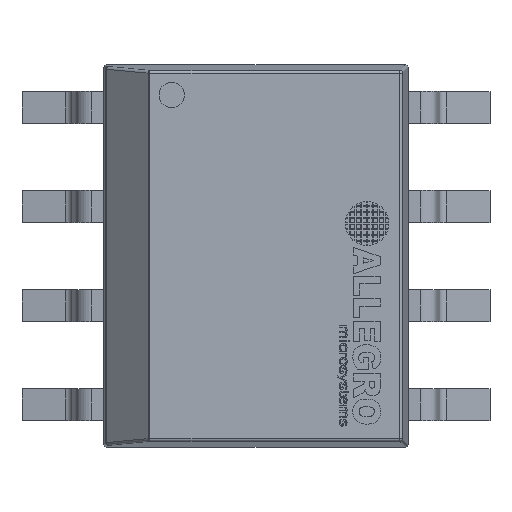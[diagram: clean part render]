
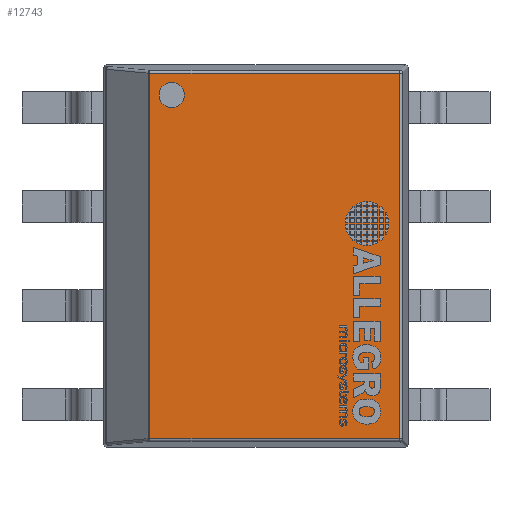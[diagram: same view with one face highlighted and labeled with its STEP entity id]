
A CAD part, top view. The second image highlights one B-rep face of the part: STEP entity #12743.
In plain terms, the highlighted planar face has unit normal (0, 0, 1).
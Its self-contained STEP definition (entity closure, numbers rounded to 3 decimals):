
#626=PLANE('',#13753);
#1208=LINE('',#17583,#2636);
#1210=LINE('',#17593,#2638);
#1266=LINE('',#17751,#2694);
#1268=LINE('',#17754,#2696);
#2636=VECTOR('',#14523,10.);
#2638=VECTOR('',#14535,10.);
#2694=VECTOR('',#14695,10.);
#2696=VECTOR('',#14699,10.);
#4179=FACE_OUTER_BOUND('',#4973,.T.);
#4973=EDGE_LOOP('',(#9143,#9144,#9145,#9146));
#5875=VERTEX_POINT('',#17561);
#5878=VERTEX_POINT('',#17568);
#5881=VERTEX_POINT('',#17575);
#5884=VERTEX_POINT('',#17585);
#7117=EDGE_CURVE('',#5881,#5875,#1208,.T.);
#7122=EDGE_CURVE('',#5884,#5881,#1210,.T.);
#7204=EDGE_CURVE('',#5878,#5884,#1266,.T.);
#7206=EDGE_CURVE('',#5875,#5878,#1268,.T.);
#9143=ORIENTED_EDGE('',*,*,#7117,.F.);
#9144=ORIENTED_EDGE('',*,*,#7122,.F.);
#9145=ORIENTED_EDGE('',*,*,#7204,.F.);
#9146=ORIENTED_EDGE('',*,*,#7206,.F.);
#12743=ADVANCED_FACE('',(#4179),#626,.T.);
#13753=AXIS2_PLACEMENT_3D('',#17769,#14721,#14722);
#14523=DIRECTION('',(0.,-1.,0.));
#14535=DIRECTION('',(1.,0.,0.));
#14695=DIRECTION('',(0.,1.,0.));
#14699=DIRECTION('',(-1.,0.,0.));
#14721=DIRECTION('center_axis',(0.,0.,1.));
#14722=DIRECTION('ref_axis',(1.,0.,0.));
#17561=CARTESIAN_POINT('',(1.843,-2.343,1.75));
#17568=CARTESIAN_POINT('',(-1.361,-2.343,1.75));
#17575=CARTESIAN_POINT('',(1.843,2.343,1.75));
#17583=CARTESIAN_POINT('',(1.843,0.,1.75));
#17585=CARTESIAN_POINT('',(-1.361,2.343,1.75));
#17593=CARTESIAN_POINT('',(-1.463,2.343,1.75));
#17751=CARTESIAN_POINT('',(-1.361,0.,1.75));
#17754=CARTESIAN_POINT('',(-1.463,-2.343,1.75));
#17769=CARTESIAN_POINT('Origin',(-1.95,0.,1.75));
